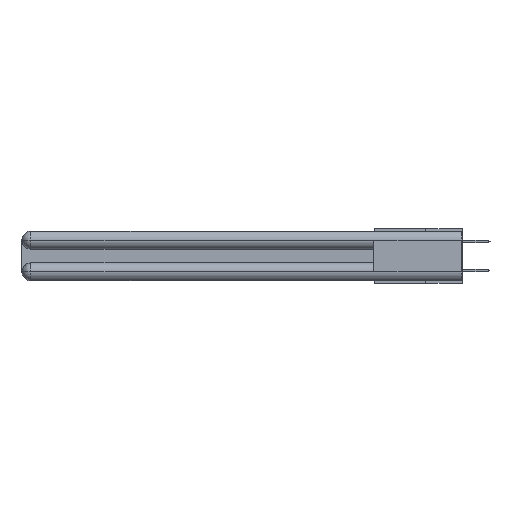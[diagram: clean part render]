
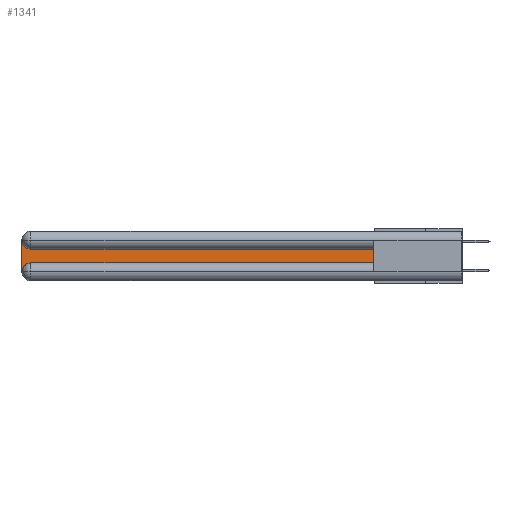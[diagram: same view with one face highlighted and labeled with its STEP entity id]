
A CAD part, left-side view. The second image highlights one B-rep face of the part: STEP entity #1341.
In plain terms, the highlighted planar face has unit normal (-1, 0, 0).
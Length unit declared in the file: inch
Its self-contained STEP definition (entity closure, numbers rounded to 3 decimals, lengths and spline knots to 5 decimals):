
#763 = CARTESIAN_POINT ( 'NONE',  ( 0.075, 3., -0.1225 ) ) ;
#1021 = VERTEX_POINT ( 'NONE', #17502 ) ;
#1341 = ADVANCED_FACE ( 'NONE', ( #25387 ), #20224, .F. ) ;
#2125 = CARTESIAN_POINT ( 'NONE',  ( 0.075, 2.94, -0.2775 ) ) ;
#2232 = LINE ( 'NONE', #3742, #15947 ) ;
#2355 = CARTESIAN_POINT ( 'NONE',  ( 0.075, 3., -0.2175 ) ) ;
#2411 = DIRECTION ( 'NONE',  ( 0., 1., 0. ) ) ;
#3728 = ORIENTED_EDGE ( 'NONE', *, *, #8690, .T. ) ;
#3742 = CARTESIAN_POINT ( 'NONE',  ( 0.075, 0.6, -0.2175 ) ) ;
#5022 = VERTEX_POINT ( 'NONE', #19124 ) ;
#5408 = VERTEX_POINT ( 'NONE', #26768 ) ;
#5918 = ORIENTED_EDGE ( 'NONE', *, *, #8595, .T. ) ;
#6057 = DIRECTION ( 'NONE',  ( 0., -1., 0. ) ) ;
#6618 = EDGE_CURVE ( 'NONE', #19355, #12122, #12632, .T. ) ;
#7212 = CARTESIAN_POINT ( 'NONE',  ( 0.075, 0.6, -0.1225 ) ) ;
#8041 = AXIS2_PLACEMENT_3D ( 'NONE', #763, #27437, #22777 ) ;
#8595 = EDGE_CURVE ( 'NONE', #12122, #1021, #31449, .T. ) ;
#8690 = EDGE_CURVE ( 'NONE', #19941, #5408, #19277, .T. ) ;
#10397 = CARTESIAN_POINT ( 'NONE',  ( 0.075, 0.6, -0.2175 ) ) ;
#10644 = AXIS2_PLACEMENT_3D ( 'NONE', #2125, #16786, #21564 ) ;
#12122 = VERTEX_POINT ( 'NONE', #31228 ) ;
#12632 = CIRCLE ( 'NONE', #30658, 0.06 ) ;
#12698 = EDGE_CURVE ( 'NONE', #1021, #5022, #12785, .T. ) ;
#12785 = CIRCLE ( 'NONE', #10644, 0.06 ) ;
#13041 = ORIENTED_EDGE ( 'NONE', *, *, #6618, .T. ) ;
#13637 = ORIENTED_EDGE ( 'NONE', *, *, #16459, .T. ) ;
#14040 = CARTESIAN_POINT ( 'NONE',  ( 0.075, 2.94, -0.0625 ) ) ;
#15140 = VECTOR ( 'NONE', #26896, 39.37008 ) ;
#15947 = VECTOR ( 'NONE', #6057, 39.37008 ) ;
#16459 = EDGE_CURVE ( 'NONE', #5408, #19355, #19123, .T. ) ;
#16630 = EDGE_LOOP ( 'NONE', ( #13637, #13041, #5918, #21072, #20102, #3728 ) ) ;
#16786 = DIRECTION ( 'NONE',  ( 1., 0., 0. ) ) ;
#17502 = CARTESIAN_POINT ( 'NONE',  ( 0.075, 3., -0.2775 ) ) ;
#18599 = DIRECTION ( 'NONE',  ( 1., 0., 0. ) ) ;
#18701 = DIRECTION ( 'NONE',  ( 0., 0., -1. ) ) ;
#19123 = LINE ( 'NONE', #7212, #23704 ) ;
#19124 = CARTESIAN_POINT ( 'NONE',  ( 0.075, 2.94, -0.2175 ) ) ;
#19277 = LINE ( 'NONE', #26790, #15140 ) ;
#19355 = VERTEX_POINT ( 'NONE', #26209 ) ;
#19941 = VERTEX_POINT ( 'NONE', #10397 ) ;
#20102 = ORIENTED_EDGE ( 'NONE', *, *, #23527, .T. ) ;
#20224 = PLANE ( 'NONE',  #8041 ) ;
#21072 = ORIENTED_EDGE ( 'NONE', *, *, #12698, .T. ) ;
#21564 = DIRECTION ( 'NONE',  ( 0., 0., -1. ) ) ;
#22777 = DIRECTION ( 'NONE',  ( 0., 0., -1. ) ) ;
#23527 = EDGE_CURVE ( 'NONE', #5022, #19941, #2232, .T. ) ;
#23704 = VECTOR ( 'NONE', #2411, 39.37008 ) ;
#25002 = VECTOR ( 'NONE', #26286, 39.37008 ) ;
#25387 = FACE_OUTER_BOUND ( 'NONE', #16630, .T. ) ;
#26209 = CARTESIAN_POINT ( 'NONE',  ( 0.075, 2.94, -0.1225 ) ) ;
#26286 = DIRECTION ( 'NONE',  ( 0., 0., -1. ) ) ;
#26768 = CARTESIAN_POINT ( 'NONE',  ( 0.075, 0.6, -0.1225 ) ) ;
#26790 = CARTESIAN_POINT ( 'NONE',  ( 0.075, 0.6, -0.2175 ) ) ;
#26896 = DIRECTION ( 'NONE',  ( 0., 0., 1. ) ) ;
#27437 = DIRECTION ( 'NONE',  ( 1., 0., 0. ) ) ;
#30658 = AXIS2_PLACEMENT_3D ( 'NONE', #14040, #18599, #18701 ) ;
#31228 = CARTESIAN_POINT ( 'NONE',  ( 0.075, 3., -0.0625 ) ) ;
#31449 = LINE ( 'NONE', #2355, #25002 ) ;
